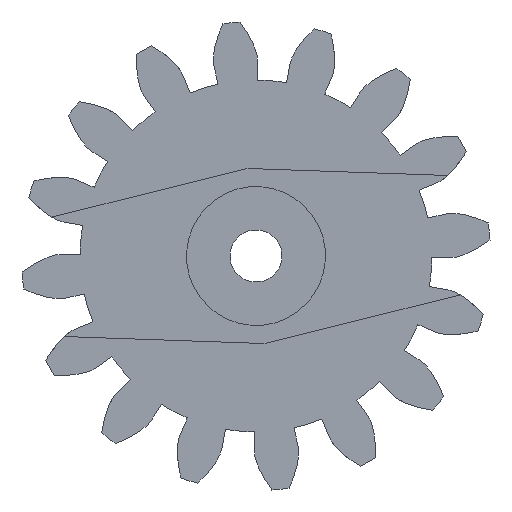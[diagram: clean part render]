
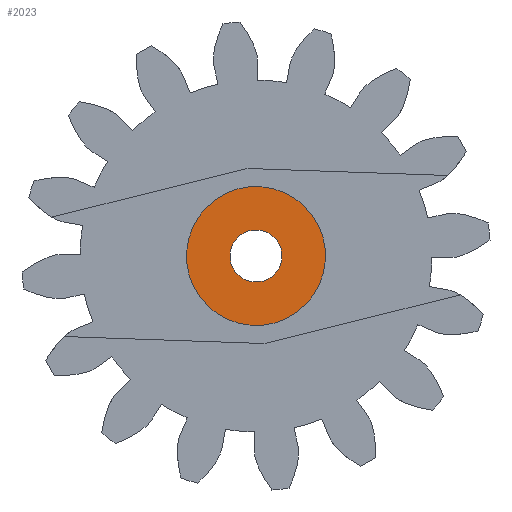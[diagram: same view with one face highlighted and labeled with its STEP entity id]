
A CAD part, left-side view. The second image highlights one B-rep face of the part: STEP entity #2023.
In plain terms, the highlighted face is planar.
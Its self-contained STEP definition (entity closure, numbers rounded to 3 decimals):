
#135=FACE_BOUND('',#290,.T.);
#138=PLANE('',#2151);
#180=FACE_OUTER_BOUND('',#289,.T.);
#289=EDGE_LOOP('',(#1354));
#290=EDGE_LOOP('',(#1355));
#749=CIRCLE('',#2150,4.);
#750=CIRCLE('',#2152,1.5);
#821=VERTEX_POINT('',#2796);
#822=VERTEX_POINT('',#2800);
#1034=EDGE_CURVE('',#821,#821,#749,.T.);
#1035=EDGE_CURVE('',#822,#822,#750,.T.);
#1354=ORIENTED_EDGE('',*,*,#1034,.F.);
#1355=ORIENTED_EDGE('',*,*,#1035,.F.);
#2023=ADVANCED_FACE('',(#180,#135),#138,.T.);
#2150=AXIS2_PLACEMENT_3D('',#2798,#2314,#2315);
#2151=AXIS2_PLACEMENT_3D('',#2799,#2316,#2317);
#2152=AXIS2_PLACEMENT_3D('',#2801,#2318,#2319);
#2314=DIRECTION('center_axis',(0.,0.,1.));
#2315=DIRECTION('ref_axis',(1.,0.,0.));
#2316=DIRECTION('center_axis',(0.,0.,-1.));
#2317=DIRECTION('ref_axis',(1.,0.,0.));
#2318=DIRECTION('center_axis',(0.,0.,-1.));
#2319=DIRECTION('ref_axis',(1.,0.,0.));
#2796=CARTESIAN_POINT('',(-4.,0.,-2.));
#2798=CARTESIAN_POINT('Origin',(0.,0.,-2.));
#2799=CARTESIAN_POINT('Origin',(0.,0.,-2.));
#2800=CARTESIAN_POINT('',(-1.5,0.,-2.));
#2801=CARTESIAN_POINT('Origin',(0.,0.,
-2.));
